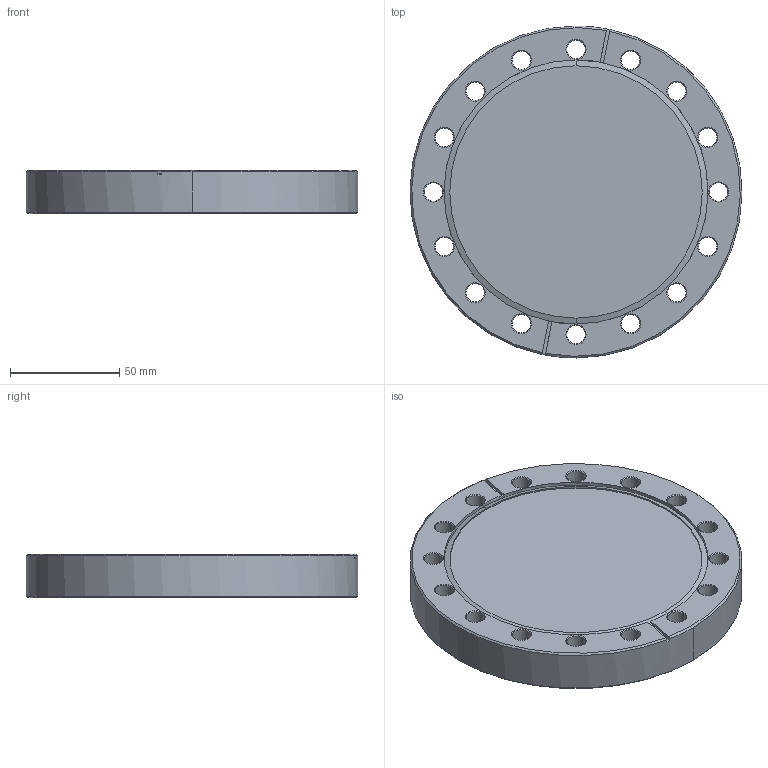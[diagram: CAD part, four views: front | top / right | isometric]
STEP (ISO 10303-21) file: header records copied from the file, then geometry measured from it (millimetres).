
FILE_DESCRIPTION((''),'2;1');
FILE_NAME('110025','2004-03-10T',('Rmunns'),(''),'PRO/ENGINEER BY PARAMETRIC TECHNOLOGY CORPORATION, 2001150','PRO/ENGINEER BY PARAMETRIC TECHNOLOGY CORPORATION, 2001150','');
FILE_SCHEMA(('CONFIG_CONTROL_DESIGN'));
Length unit declared in the file: inch
Products named in the file (1): 110025
Bounding box: 151.64 x 151.64 x 19.81 mm (x, y, z)
Volume: 325284.8 mm3; surface area: 52537 mm2
Topology: 1 solids, 1 shells, 118 faces, 278 edges, 162 vertices
Faces by surface type: cone 70, cylinder 38, plane 10
Entity records: 3482 total; most frequent: DIRECTION 654, CARTESIAN_POINT 582, ORIENTED_EDGE 556, EDGE_CURVE 278, AXIS2_PLACEMENT_3D 266, VERTEX_POINT 162, EDGE_LOOP 150, CIRCLE 148
